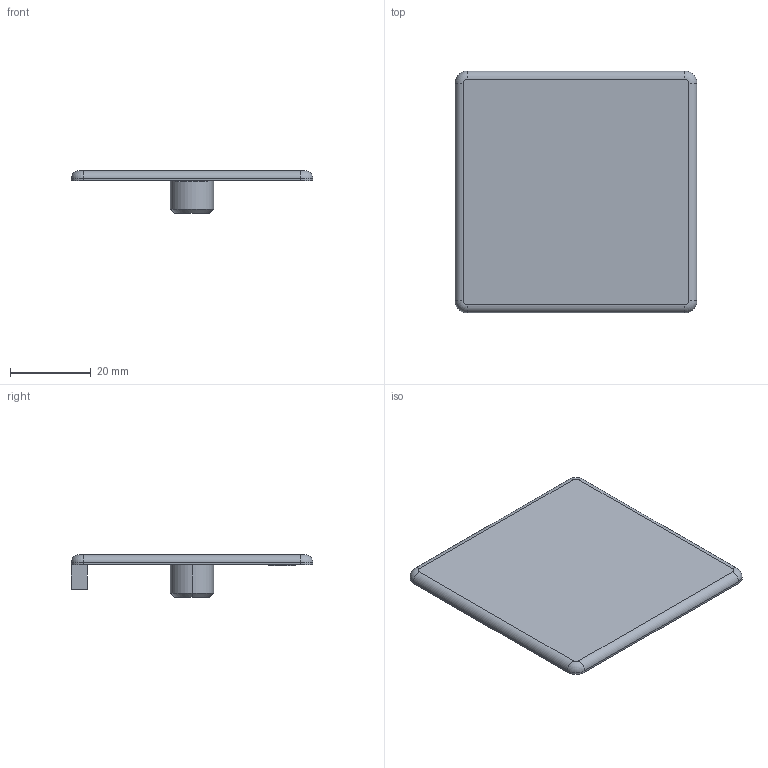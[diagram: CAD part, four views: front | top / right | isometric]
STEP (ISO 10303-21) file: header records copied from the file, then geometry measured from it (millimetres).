
FILE_DESCRIPTION (( 'STEP AP203' ), '1' );
FILE_NAME ('084.201.067.STEP', '2015-02-10T10:09:14', ( '' ), ( '' ), 'SwSTEP 2.0', 'SolidWorks 2012', '' );
FILE_SCHEMA (( 'CONFIG_CONTROL_DESIGN' ));
Length unit declared in the file: millimetre
Products named in the file (1): 084.201.067
Bounding box: 60 x 60 x 10.5 mm (x, y, z)
Volume: 9400.5 mm3; surface area: 8170.6 mm2
Topology: 1 solids, 1 shells, 84 faces, 219 edges, 142 vertices
Faces by surface type: plane 64, cylinder 12, torus 6, cone 2
Entity records: 2618 total; most frequent: CARTESIAN_POINT 446, ORIENTED_EDGE 438, DIRECTION 423, EDGE_CURVE 219, LINE 185, VECTOR 185, VERTEX_POINT 142, AXIS2_PLACEMENT_3D 119
